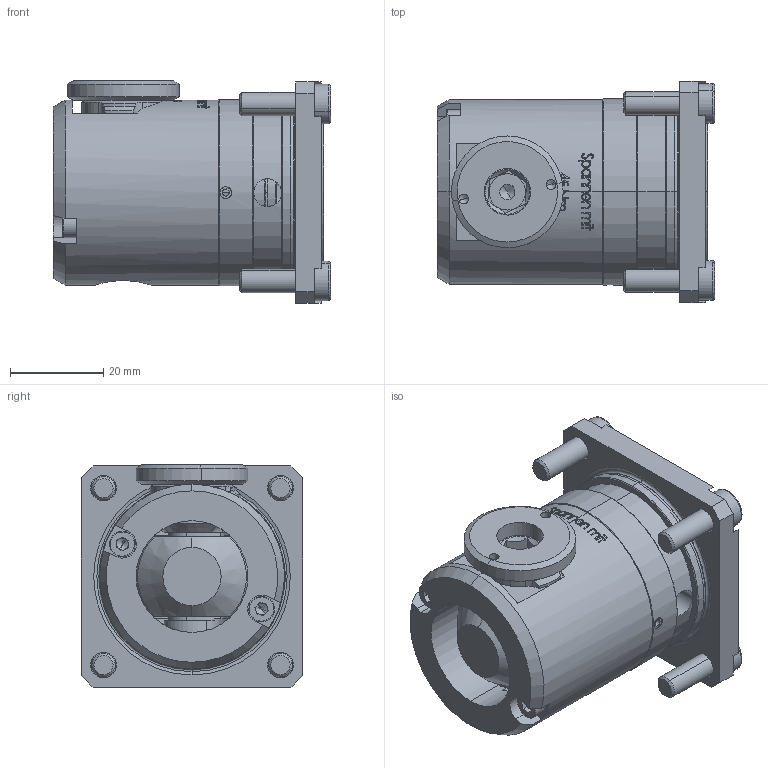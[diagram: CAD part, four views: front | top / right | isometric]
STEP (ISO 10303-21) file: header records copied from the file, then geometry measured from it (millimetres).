
FILE_DESCRIPTION (( 'STEP AP214' ), '1' );
FILE_NAME ('U40-PS4.BER.006.STEP', '2018-04-24T08:40:41', ( 'SWIAdmin' ), ( 'Hewlett-Packard Company' ), 'SwSTEP 2.0', 'SolidWorks 2017', '' );
FILE_SCHEMA (( 'AUTOMOTIVE_DESIGN' ));
Length unit declared in the file: millimetre
Products named in the file (19): ISO 8752 2.5x8; ISO 4026 - M5 x 5; DIN 3771 - 13x1.5; U40-PS4.BER.005_A; U40-PS4.BER.003_A; ISO 4762 - M3 x 35; U40-PS4.BER.036_B; 986.19115.000.1; 763.18468.001.1; 786.19115.106.0; O-Ring_1.50-AD12.00; 745.18468.014.0; 765.18468.001.0.02; O-Ring_1.50-AD25.00; O-Ring_1.50-AD16.00; 777.18468.002.1; DIN 7984 - M5 x 16; U40-PS4.023.006_B; U40-PS4.BER.006
Assembly tree (28 placements, depth 3):
  U40-PS4.BER.006
    U40-PS4.023.006_B
    DIN 7984 - M5 x 16  x4
    986.19115.000.1
      777.18468.002.1  x2
      O-Ring_1.50-AD16.00
      O-Ring_1.50-AD25.00
      765.18468.001.0.02  x6
      745.18468.014.0
      O-Ring_1.50-AD12.00
      786.19115.106.0
      763.18468.001.1
    U40-PS4.BER.036_B
    ISO 4762 - M3 x 35  x2
    U40-PS4.BER.003_A
    U40-PS4.BER.005_A
    DIN 3771 - 13x1.5
    ISO 4026 - M5 x 5
    ISO 8752 2.5x8
Bounding box: 59.5 x 47.5 x 47.75 mm (x, y, z)
Volume: 60075.4 mm3; surface area: 35664.5 mm2
Topology: 27 solids, 27 shells, 961 faces, 2575 edges, 1689 vertices
Faces by surface type: plane 279, cylinder 272, cone 229, bspline 126, torus 55
Entity records: 29024 total; most frequent: CARTESIAN_POINT 9377, ORIENTED_EDGE 3414, DIRECTION 3288, EDGE_CURVE 1707, AXIS2_PLACEMENT_3D 1331, VERTEX_POINT 1148, CIRCLE 743, EDGE_LOOP 715
